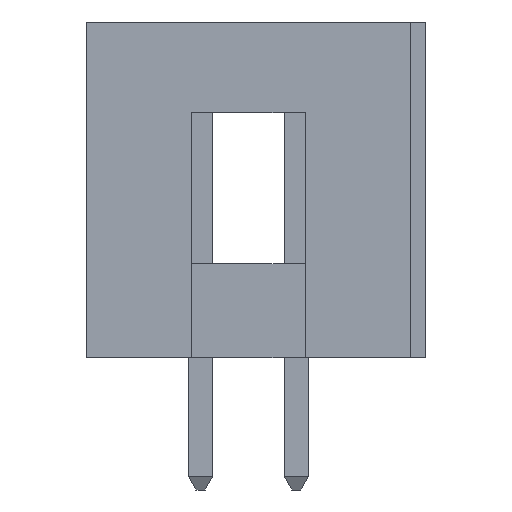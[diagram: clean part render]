
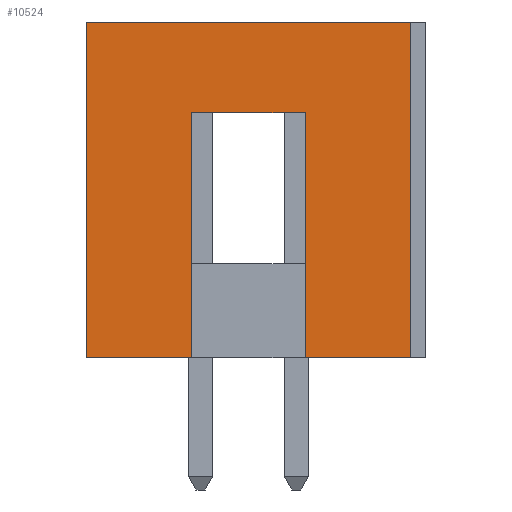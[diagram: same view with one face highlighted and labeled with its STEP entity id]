
A CAD part, left-side view. The second image highlights one B-rep face of the part: STEP entity #10524.
In plain terms, the highlighted planar face has unit normal (-1, 0, 0).
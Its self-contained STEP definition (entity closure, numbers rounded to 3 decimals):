
#5 = LINE ( 'NONE', #16942, #18744 ) ;
#119 = VERTEX_POINT ( 'NONE', #7459 ) ;
#573 = DIRECTION ( 'NONE',  ( 0., 0., 1. ) ) ;
#1857 = VERTEX_POINT ( 'NONE', #15594 ) ;
#2092 = EDGE_CURVE ( 'NONE', #13552, #5572, #4139, .T. ) ;
#2721 = CARTESIAN_POINT ( 'NONE',  ( 0., 0., 0. ) ) ;
#3416 = DIRECTION ( 'NONE',  ( 0., 1., 0. ) ) ;
#3537 = VECTOR ( 'NONE', #9237, 1000. ) ;
#3959 = ORIENTED_EDGE ( 'NONE', *, *, #10449, .F. ) ;
#3967 = EDGE_CURVE ( 'NONE', #119, #13552, #5, .T. ) ;
#4139 = LINE ( 'NONE', #5279, #8971 ) ;
#4958 = ORIENTED_EDGE ( 'NONE', *, *, #7123, .T. ) ;
#5201 = DIRECTION ( 'NONE',  ( 0., 0., -1. ) ) ;
#5279 = CARTESIAN_POINT ( 'NONE',  ( 0., 8.6, 8.9 ) ) ;
#5572 = VERTEX_POINT ( 'NONE', #11984 ) ;
#6024 = VECTOR ( 'NONE', #22080, 1000. ) ;
#6136 = VECTOR ( 'NONE', #14470, 1000. ) ;
#6981 = CARTESIAN_POINT ( 'NONE',  ( 0., 0., 0. ) ) ;
#7123 = EDGE_CURVE ( 'NONE', #1857, #8936, #21140, .T. ) ;
#7426 = FACE_OUTER_BOUND ( 'NONE', #15742, .T. ) ;
#7459 = CARTESIAN_POINT ( 'NONE',  ( 0., 0., 8.9 ) ) ;
#7691 = VECTOR ( 'NONE', #14182, 1000. ) ;
#8209 = CARTESIAN_POINT ( 'NONE',  ( 0., 8.6, 8.9 ) ) ;
#8630 = ORIENTED_EDGE ( 'NONE', *, *, #13541, .F. ) ;
#8761 = LINE ( 'NONE', #2721, #17840 ) ;
#8857 = LINE ( 'NONE', #6981, #22158 ) ;
#8936 = VERTEX_POINT ( 'NONE', #22084 ) ;
#8971 = VECTOR ( 'NONE', #5201, 1000. ) ;
#9193 = ORIENTED_EDGE ( 'NONE', *, *, #2092, .T. ) ;
#9237 = DIRECTION ( 'NONE',  ( 0., 1., 0. ) ) ;
#9648 = CARTESIAN_POINT ( 'NONE',  ( 0., 0., 8.9 ) ) ;
#9744 = DIRECTION ( 'NONE',  ( 0., 1., 0. ) ) ;
#10449 = EDGE_CURVE ( 'NONE', #14163, #13429, #10872, .T. ) ;
#10524 = ADVANCED_FACE ( 'NONE', ( #7426 ), #20484, .T. ) ;
#10687 = ORIENTED_EDGE ( 'NONE', *, *, #20302, .F. ) ;
#10872 = LINE ( 'NONE', #14790, #6024 ) ;
#11126 = CARTESIAN_POINT ( 'NONE',  ( 0., 2.8, 6.5 ) ) ;
#11458 = DIRECTION ( 'NONE',  ( -1., 0., 0. ) ) ;
#11754 = DIRECTION ( 'NONE',  ( 0., 1., 0. ) ) ;
#11984 = CARTESIAN_POINT ( 'NONE',  ( 0., 8.6, 0. ) ) ;
#12374 = CARTESIAN_POINT ( 'NONE',  ( 0., 0., 8.9 ) ) ;
#12455 = EDGE_CURVE ( 'NONE', #119, #12993, #17921, .T. ) ;
#12993 = VERTEX_POINT ( 'NONE', #15448 ) ;
#13429 = VERTEX_POINT ( 'NONE', #14860 ) ;
#13541 = EDGE_CURVE ( 'NONE', #13429, #5572, #8761, .T. ) ;
#13552 = VERTEX_POINT ( 'NONE', #8209 ) ;
#14163 = VERTEX_POINT ( 'NONE', #17623 ) ;
#14182 = DIRECTION ( 'NONE',  ( 0., 0., -1. ) ) ;
#14470 = DIRECTION ( 'NONE',  ( 0., 0., -1. ) ) ;
#14790 = CARTESIAN_POINT ( 'NONE',  ( 0., 5.8, 6.5 ) ) ;
#14860 = CARTESIAN_POINT ( 'NONE',  ( 0., 5.8, 0. ) ) ;
#15448 = CARTESIAN_POINT ( 'NONE',  ( 0., 0., 0. ) ) ;
#15594 = CARTESIAN_POINT ( 'NONE',  ( 0., 2.8, 6.5 ) ) ;
#15742 = EDGE_LOOP ( 'NONE', ( #4958, #19257, #16190, #16110, #9193, #8630, #3959, #10687 ) ) ;
#16110 = ORIENTED_EDGE ( 'NONE', *, *, #3967, .T. ) ;
#16190 = ORIENTED_EDGE ( 'NONE', *, *, #12455, .F. ) ;
#16288 = AXIS2_PLACEMENT_3D ( 'NONE', #9648, #11458, #573 ) ;
#16942 = CARTESIAN_POINT ( 'NONE',  ( 0., 0., 8.9 ) ) ;
#17623 = CARTESIAN_POINT ( 'NONE',  ( 0., 5.8, 6.5 ) ) ;
#17840 = VECTOR ( 'NONE', #11754, 1000. ) ;
#17921 = LINE ( 'NONE', #12374, #7691 ) ;
#17938 = EDGE_CURVE ( 'NONE', #12993, #8936, #8857, .T. ) ;
#18744 = VECTOR ( 'NONE', #9744, 1000. ) ;
#19257 = ORIENTED_EDGE ( 'NONE', *, *, #17938, .F. ) ;
#20302 = EDGE_CURVE ( 'NONE', #1857, #14163, #22248, .T. ) ;
#20484 = PLANE ( 'NONE',  #16288 ) ;
#21140 = LINE ( 'NONE', #23488, #6136 ) ;
#22080 = DIRECTION ( 'NONE',  ( 0., 0., -1. ) ) ;
#22084 = CARTESIAN_POINT ( 'NONE',  ( 0., 2.8, 0. ) ) ;
#22158 = VECTOR ( 'NONE', #3416, 1000. ) ;
#22248 = LINE ( 'NONE', #11126, #3537 ) ;
#23488 = CARTESIAN_POINT ( 'NONE',  ( 0., 2.8, 6.5 ) ) ;
